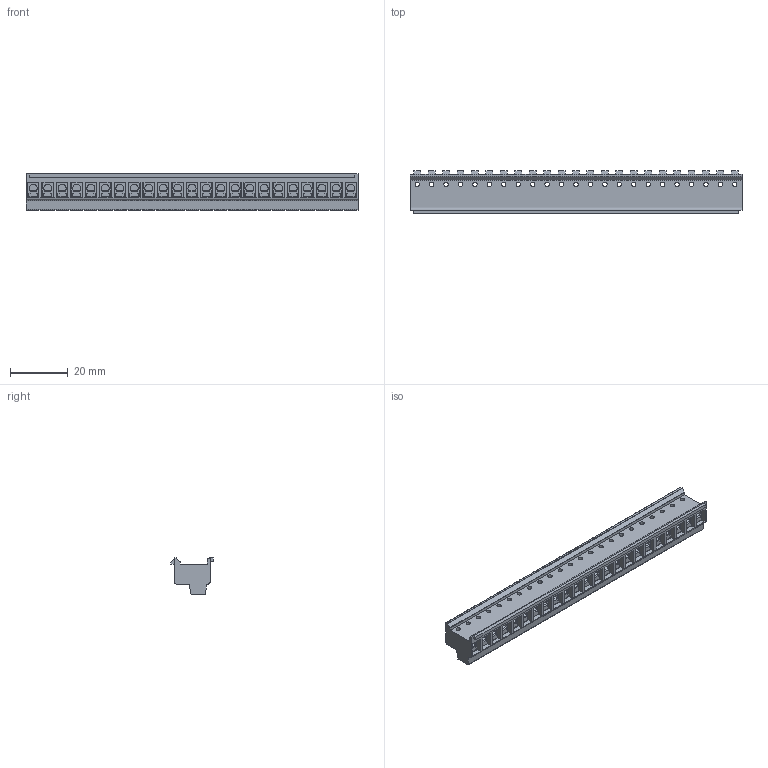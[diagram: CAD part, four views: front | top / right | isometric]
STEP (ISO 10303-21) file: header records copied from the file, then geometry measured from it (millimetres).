
FILE_DESCRIPTION((''),'2;1');
FILE_NAME('TL221T-XXP-XC','2024-12-03T11:56:36',('sheji'),(''),'CREO PARAMETRIC BY PTC INC, 2018100','CREO PARAMETRIC BY PTC INC, 2018100','');
FILE_SCHEMA(('CONFIG_CONTROL_DESIGN'));
Length unit declared in the file: millimetre
Products named in the file (1): TL221T-XXP-XC
Bounding box: 115 x 14.7 x 12.55 mm (x, y, z)
Volume: 10920.5 mm3; surface area: 9990.3 mm2
Topology: 1 solids, 1 shells, 1246 faces, 3385 edges, 2210 vertices
Faces by surface type: plane 1008, cylinder 238
Entity records: 39065 total; most frequent: CARTESIAN_POINT 6841, ORIENTED_EDGE 6770, DIRECTION 6491, EDGE_CURVE 3385, VECTOR 2771, LINE 2771, VERTEX_POINT 2210, AXIS2_PLACEMENT_3D 1860
